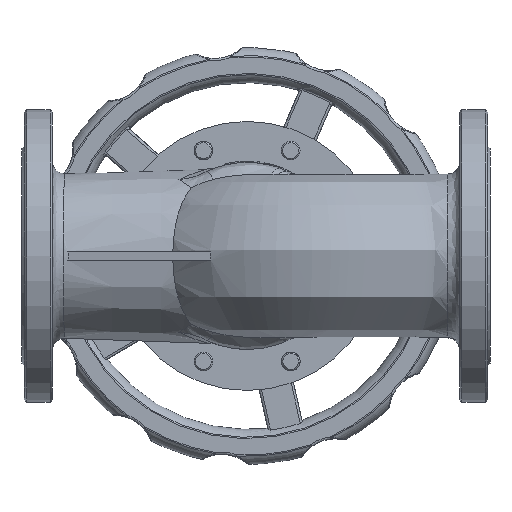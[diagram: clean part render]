
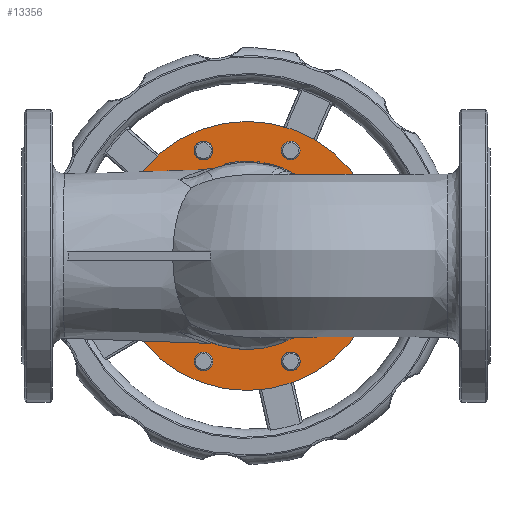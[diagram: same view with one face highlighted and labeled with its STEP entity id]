
A CAD part, front view. The second image highlights one B-rep face of the part: STEP entity #13356.
In plain terms, the highlighted planar face has unit normal (0, -1, 0).
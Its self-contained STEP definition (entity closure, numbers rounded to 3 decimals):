
#515=PLANE('',#14539);
#682=FACE_BOUND('',#3435,.T.);
#683=FACE_BOUND('',#3436,.T.);
#684=FACE_BOUND('',#3437,.T.);
#685=FACE_BOUND('',#3438,.T.);
#686=FACE_BOUND('',#3439,.T.);
#687=FACE_BOUND('',#3440,.T.);
#688=FACE_BOUND('',#3441,.T.);
#689=FACE_BOUND('',#3442,.T.);
#690=FACE_BOUND('',#3443,.T.);
#2564=FACE_OUTER_BOUND('',#3434,.T.);
#3434=EDGE_LOOP('',(#9963));
#3435=EDGE_LOOP('',(#9964,#9965));
#3436=EDGE_LOOP('',(#9966));
#3437=EDGE_LOOP('',(#9967));
#3438=EDGE_LOOP('',(#9968));
#3439=EDGE_LOOP('',(#9969));
#3440=EDGE_LOOP('',(#9970));
#3441=EDGE_LOOP('',(#9971));
#3442=EDGE_LOOP('',(#9972));
#3443=EDGE_LOOP('',(#9973));
#4005=B_SPLINE_CURVE_WITH_KNOTS('',3,(#20193,#20194,#20195,#20196,#20197,
#20198,#20199,#20200,#20201,#20202,#20203,#20204,#20205,#20206,#20207,#20208),
 .UNSPECIFIED.,.F.,.F.,(4,2,2,2,2,2,2,4),(0.,0.912,1.228,
1.426,1.607,1.84,2.289,2.944),
 .UNSPECIFIED.);
#4308=CIRCLE('',#13966,80.);
#4593=CIRCLE('',#14540,115.);
#4594=CIRCLE('',#14541,8.);
#4595=CIRCLE('',#14542,8.);
#4596=CIRCLE('',#14543,8.);
#4597=CIRCLE('',#14544,8.);
#4598=CIRCLE('',#14545,8.);
#4599=CIRCLE('',#14546,8.);
#4600=CIRCLE('',#14547,8.);
#4601=CIRCLE('',#14548,8.);
#5232=VERTEX_POINT('',#20181);
#5233=VERTEX_POINT('',#20192);
#5759=VERTEX_POINT('',#25807);
#5760=VERTEX_POINT('',#25809);
#5761=VERTEX_POINT('',#25811);
#5762=VERTEX_POINT('',#25813);
#5763=VERTEX_POINT('',#25815);
#5764=VERTEX_POINT('',#25817);
#5765=VERTEX_POINT('',#25819);
#5766=VERTEX_POINT('',#25821);
#5767=VERTEX_POINT('',#25823);
#6383=EDGE_CURVE('',#5233,#5232,#4005,.T.);
#6399=EDGE_CURVE('',#5232,#5233,#4308,.T.);
#7214=EDGE_CURVE('',#5759,#5759,#4593,.T.);
#7215=EDGE_CURVE('',#5760,#5760,#4594,.T.);
#7216=EDGE_CURVE('',#5761,#5761,#4595,.T.);
#7217=EDGE_CURVE('',#5762,#5762,#4596,.T.);
#7218=EDGE_CURVE('',#5763,#5763,#4597,.T.);
#7219=EDGE_CURVE('',#5764,#5764,#4598,.T.);
#7220=EDGE_CURVE('',#5765,#5765,#4599,.T.);
#7221=EDGE_CURVE('',#5766,#5766,#4600,.T.);
#7222=EDGE_CURVE('',#5767,#5767,#4601,.T.);
#9963=ORIENTED_EDGE('',*,*,#7214,.F.);
#9964=ORIENTED_EDGE('',*,*,#6383,.T.);
#9965=ORIENTED_EDGE('',*,*,#6399,.T.);
#9966=ORIENTED_EDGE('',*,*,#7215,.F.);
#9967=ORIENTED_EDGE('',*,*,#7216,.F.);
#9968=ORIENTED_EDGE('',*,*,#7217,.F.);
#9969=ORIENTED_EDGE('',*,*,#7218,.F.);
#9970=ORIENTED_EDGE('',*,*,#7219,.F.);
#9971=ORIENTED_EDGE('',*,*,#7220,.F.);
#9972=ORIENTED_EDGE('',*,*,#7221,.F.);
#9973=ORIENTED_EDGE('',*,*,#7222,.F.);
#13356=ADVANCED_FACE('',(#2564,#682,#683,#684,#685,#686,#687,#688,#689,
#690),#515,.F.);
#13966=AXIS2_PLACEMENT_3D('',#20632,#15642,#15643);
#14539=AXIS2_PLACEMENT_3D('',#25806,#17159,#17160);
#14540=AXIS2_PLACEMENT_3D('',#25808,#17161,#17162);
#14541=AXIS2_PLACEMENT_3D('',#25810,#17163,#17164);
#14542=AXIS2_PLACEMENT_3D('',#25812,#17165,#17166);
#14543=AXIS2_PLACEMENT_3D('',#25814,#17167,#17168);
#14544=AXIS2_PLACEMENT_3D('',#25816,#17169,#17170);
#14545=AXIS2_PLACEMENT_3D('',#25818,#17171,#17172);
#14546=AXIS2_PLACEMENT_3D('',#25820,#17173,#17174);
#14547=AXIS2_PLACEMENT_3D('',#25822,#17175,#17176);
#14548=AXIS2_PLACEMENT_3D('',#25824,#17177,#17178);
#15642=DIRECTION('center_axis',(0.,1.,0.));
#15643=DIRECTION('ref_axis',(0.,0.,1.));
#17159=DIRECTION('center_axis',(0.,1.,0.));
#17160=DIRECTION('ref_axis',(0.,0.,1.));
#17161=DIRECTION('center_axis',(0.,1.,0.));
#17162=DIRECTION('ref_axis',(1.,0.,0.));
#17163=DIRECTION('center_axis',(0.,-1.,0.));
#17164=DIRECTION('ref_axis',(-1.,0.,0.));
#17165=DIRECTION('center_axis',(0.,-1.,0.));
#17166=DIRECTION('ref_axis',(-1.,0.,0.));
#17167=DIRECTION('center_axis',(0.,-1.,0.));
#17168=DIRECTION('ref_axis',(-1.,0.,0.));
#17169=DIRECTION('center_axis',(0.,-1.,0.));
#17170=DIRECTION('ref_axis',(-1.,0.,0.));
#17171=DIRECTION('center_axis',(0.,-1.,0.));
#17172=DIRECTION('ref_axis',(-1.,0.,0.));
#17173=DIRECTION('center_axis',(0.,-1.,0.));
#17174=DIRECTION('ref_axis',(-1.,0.,0.));
#17175=DIRECTION('center_axis',(0.,-1.,0.));
#17176=DIRECTION('ref_axis',(-1.,0.,0.));
#17177=DIRECTION('center_axis',(0.,-1.,0.));
#17178=DIRECTION('ref_axis',(-1.,0.,0.));
#20181=CARTESIAN_POINT('',(113.732,100.75,14.602));
#20192=CARTESIAN_POINT('',(113.732,100.75,-14.602));
#20193=CARTESIAN_POINT('Ctrl Pts',(113.732,100.75,-14.602));
#20194=CARTESIAN_POINT('Ctrl Pts',(113.178,100.75,-11.614));
#20195=CARTESIAN_POINT('Ctrl Pts',(112.771,100.75,-8.632));
#20196=CARTESIAN_POINT('Ctrl Pts',(112.464,100.75,-4.551));
#20197=CARTESIAN_POINT('Ctrl Pts',(112.406,100.75,-3.499));
#20198=CARTESIAN_POINT('Ctrl Pts',(112.349,100.75,-1.787));
#20199=CARTESIAN_POINT('Ctrl Pts',(112.336,100.75,-1.128));
#20200=CARTESIAN_POINT('Ctrl Pts',(112.328,100.75,0.133));
#20201=CARTESIAN_POINT('Ctrl Pts',(112.332,100.75,0.736));
#20202=CARTESIAN_POINT('Ctrl Pts',(112.357,100.75,2.116));
#20203=CARTESIAN_POINT('Ctrl Pts',(112.383,100.75,2.893));
#20204=CARTESIAN_POINT('Ctrl Pts',(112.496,100.75,5.165));
#20205=CARTESIAN_POINT('Ctrl Pts',(112.615,100.75,6.653));
#20206=CARTESIAN_POINT('Ctrl Pts',(113.011,100.75,10.31));
#20207=CARTESIAN_POINT('Ctrl Pts',(113.334,100.75,12.457));
#20208=CARTESIAN_POINT('Ctrl Pts',(113.732,100.75,14.602));
#20632=CARTESIAN_POINT('Origin',(192.389,100.75,0.));
#25806=CARTESIAN_POINT('Origin',(192.389,100.75,0.));
#25807=CARTESIAN_POINT('',(77.389,100.75,0.));
#25808=CARTESIAN_POINT('Origin',(192.389,100.75,0.));
#25809=CARTESIAN_POINT('',(290.467,100.75,37.312));
#25810=CARTESIAN_POINT('Origin',(282.467,100.75,37.312));
#25811=CARTESIAN_POINT('',(237.7,100.75,90.078));
#25812=CARTESIAN_POINT('Origin',(229.7,100.75,90.078));
#25813=CARTESIAN_POINT('',(163.077,100.75,90.078));
#25814=CARTESIAN_POINT('Origin',(155.077,100.75,90.078));
#25815=CARTESIAN_POINT('',(110.31,100.75,37.312));
#25816=CARTESIAN_POINT('Origin',(102.31,100.75,37.312));
#25817=CARTESIAN_POINT('',(110.31,100.75,-37.312));
#25818=CARTESIAN_POINT('Origin',(102.31,100.75,-37.312));
#25819=CARTESIAN_POINT('',(163.077,100.75,-90.078));
#25820=CARTESIAN_POINT('Origin',(155.077,100.75,-90.078));
#25821=CARTESIAN_POINT('',(237.7,100.75,-90.078));
#25822=CARTESIAN_POINT('Origin',(229.7,100.75,-90.078));
#25823=CARTESIAN_POINT('',(290.467,100.75,-37.312));
#25824=CARTESIAN_POINT('Origin',(282.467,100.75,-37.312));
